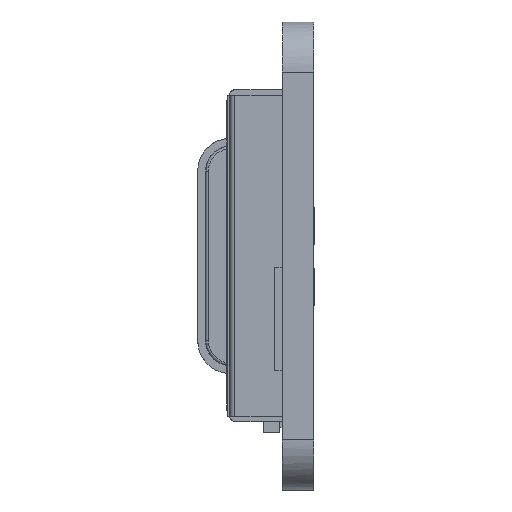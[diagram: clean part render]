
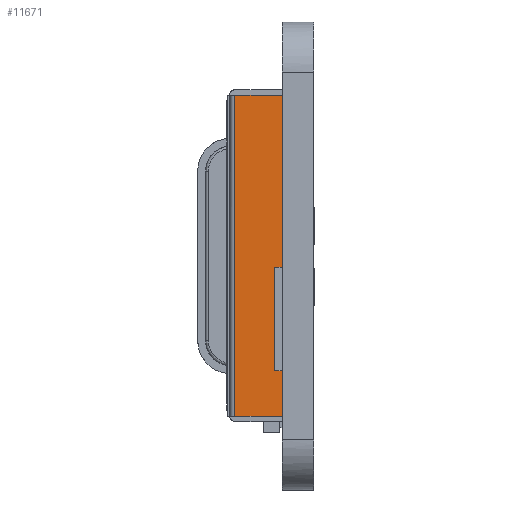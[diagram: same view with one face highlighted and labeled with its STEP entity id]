
A CAD part, left-side view. The second image highlights one B-rep face of the part: STEP entity #11671.
In plain terms, the highlighted free-form (B-spline) face has degree [1, 1] with [2, 2] control points.
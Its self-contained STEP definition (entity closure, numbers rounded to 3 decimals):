
#11649 = VERTEX_POINT('',#11650);
#11650 = CARTESIAN_POINT('',(-7.541,1.5,
    -0.017));
#11655 = EDGE_CURVE('',#11649,#11656,#11658,.T.);
#11656 = VERTEX_POINT('',#11657);
#11657 = CARTESIAN_POINT('',(-7.541,1.5,
    -18.313));
#11658 = B_SPLINE_CURVE_WITH_KNOTS('',1,(#11659,#11660),.UNSPECIFIED.,
  .F.,.F.,(2,2),(-9.212,2.989),
  .PIECEWISE_BEZIER_KNOTS.);
#11659 = CARTESIAN_POINT('',(-7.541,1.5,
    -0.017));
#11660 = CARTESIAN_POINT('',(-7.541,1.5,
    -18.313));
#11671 = ADVANCED_FACE('',(#11672),#11694,.T.);
#11672 = FACE_BOUND('',#11673,.T.);
#11673 = EDGE_LOOP('',(#11674,#11683,#11688,#11689));
#11674 = ORIENTED_EDGE('',*,*,#11675,.F.);
#11675 = EDGE_CURVE('',#11676,#11678,#11680,.T.);
#11676 = VERTEX_POINT('',#11677);
#11677 = CARTESIAN_POINT('',(-7.541,4.199,
    -18.313));
#11678 = VERTEX_POINT('',#11679);
#11679 = CARTESIAN_POINT('',(-7.541,4.199,
    -0.017));
#11680 = B_SPLINE_CURVE_WITH_KNOTS('',1,(#11681,#11682),.UNSPECIFIED.,
  .F.,.F.,(2,2),(-2.989,9.212),
  .PIECEWISE_BEZIER_KNOTS.);
#11681 = CARTESIAN_POINT('',(-7.541,4.199,
    -18.313));
#11682 = CARTESIAN_POINT('',(-7.541,4.199,
    -0.017));
#11683 = ORIENTED_EDGE('',*,*,#11684,.F.);
#11684 = EDGE_CURVE('',#11656,#11676,#11685,.T.);
#11685 = B_SPLINE_CURVE_WITH_KNOTS('',1,(#11686,#11687),.UNSPECIFIED.,
  .F.,.F.,(2,2),(0.,1.8),.PIECEWISE_BEZIER_KNOTS.);
#11686 = CARTESIAN_POINT('',(-7.541,1.5,
    -18.313));
#11687 = CARTESIAN_POINT('',(-7.541,4.199,
    -18.313));
#11688 = ORIENTED_EDGE('',*,*,#11655,.F.);
#11689 = ORIENTED_EDGE('',*,*,#11690,.F.);
#11690 = EDGE_CURVE('',#11678,#11649,#11691,.T.);
#11691 = B_SPLINE_CURVE_WITH_KNOTS('',1,(#11692,#11693),.UNSPECIFIED.,
  .F.,.F.,(2,2),(-1.8,0.),.PIECEWISE_BEZIER_KNOTS.);
#11692 = CARTESIAN_POINT('',(-7.541,4.199,
    -0.017));
#11693 = CARTESIAN_POINT('',(-7.541,1.5,
    -0.017));
#11694 = B_SPLINE_SURFACE_WITH_KNOTS('',1,1,(
    (#11695,#11696)
    ,(#11697,#11698
    )),.UNSPECIFIED.,.F.,.F.,.F.,(2,2),(2,2),(0.123,12.323),(0.
    ,1.8),.PIECEWISE_BEZIER_KNOTS.);
#11695 = CARTESIAN_POINT('',(-7.541,1.5,
    -18.313));
#11696 = CARTESIAN_POINT('',(-7.541,4.199,
    -18.313));
#11697 = CARTESIAN_POINT('',(-7.541,1.5,
    -0.017));
#11698 = CARTESIAN_POINT('',(-7.541,4.199,
    -0.017));
